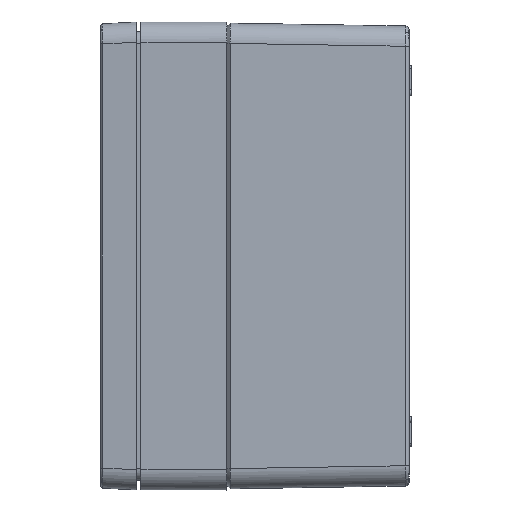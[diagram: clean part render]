
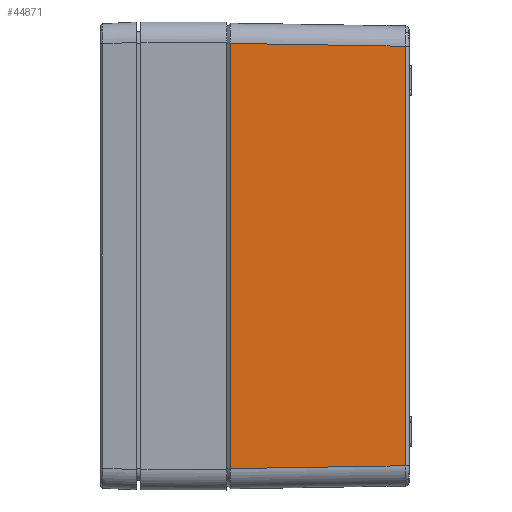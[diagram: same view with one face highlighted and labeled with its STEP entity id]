
A CAD part, left-side view. The second image highlights one B-rep face of the part: STEP entity #44871.
In plain terms, the highlighted planar face has unit normal (-1, -0.016, 0).
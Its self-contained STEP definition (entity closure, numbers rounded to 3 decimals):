
#880 = ORIENTED_EDGE ( 'NONE', *, *, #33073, .T. ) ;
#2815 = LINE ( 'NONE', #48928, #29096 ) ;
#3591 = CARTESIAN_POINT ( 'NONE',  ( -165.003, 0.163, -105.004 ) ) ;
#4980 = DIRECTION ( 'NONE',  ( 0.016, -1., 0. ) ) ;
#10178 = VECTOR ( 'NONE', #40977, 1000. ) ;
#14173 = DIRECTION ( 'NONE',  ( -1., -0.016, 0. ) ) ;
#16332 = CARTESIAN_POINT ( 'NONE',  ( -164.938, -3.8, 104.939 ) ) ;
#16612 = FACE_OUTER_BOUND ( 'NONE', #20728, .T. ) ;
#16727 = EDGE_CURVE ( 'NONE', #47671, #56414, #39965, .T. ) ;
#17557 = DIRECTION ( 'NONE',  ( 0., 0., -1. ) ) ;
#18806 = LINE ( 'NONE', #55229, #42252 ) ;
#20728 = EDGE_LOOP ( 'NONE', ( #880, #24062, #44626, #41620 ) ) ;
#21066 = DIRECTION ( 'NONE',  ( -0.016, 1., 0.016 ) ) ;
#24062 = ORIENTED_EDGE ( 'NONE', *, *, #16727, .T. ) ;
#25024 = EDGE_CURVE ( 'NONE', #56414, #32414, #2815, .T. ) ;
#26008 = VECTOR ( 'NONE', #30929, 1000. ) ;
#29096 = VECTOR ( 'NONE', #21066, 1000. ) ;
#30929 = DIRECTION ( 'NONE',  ( 0., 0., 1. ) ) ;
#32414 = VERTEX_POINT ( 'NONE', #16332 ) ;
#32965 = PLANE ( 'NONE',  #59194 ) ;
#33073 = EDGE_CURVE ( 'NONE', #34314, #47671, #46058, .T. ) ;
#34314 = VERTEX_POINT ( 'NONE', #40003 ) ;
#39965 = LINE ( 'NONE', #59011, #26008 ) ;
#40003 = CARTESIAN_POINT ( 'NONE',  ( -164.938, -3.8, -104.939 ) ) ;
#40977 = DIRECTION ( 'NONE',  ( 0.016, -1., 0.016 ) ) ;
#41620 = ORIENTED_EDGE ( 'NONE', *, *, #44441, .T. ) ;
#42252 = VECTOR ( 'NONE', #17557, 1000. ) ;
#44441 = EDGE_CURVE ( 'NONE', #32414, #34314, #18806, .T. ) ;
#44626 = ORIENTED_EDGE ( 'NONE', *, *, #25024, .T. ) ;
#44871 = ADVANCED_FACE ( 'NONE', ( #16612 ), #32965, .T. ) ;
#46058 = LINE ( 'NONE', #3591, #10178 ) ;
#46562 = CARTESIAN_POINT ( 'NONE',  ( -163.531, -90.033, -103.532 ) ) ;
#47671 = VERTEX_POINT ( 'NONE', #46562 ) ;
#48928 = CARTESIAN_POINT ( 'NONE',  ( -164.941, -3.589, 104.943 ) ) ;
#55229 = CARTESIAN_POINT ( 'NONE',  ( -164.938, -3.8, -104.969 ) ) ;
#56345 = CARTESIAN_POINT ( 'NONE',  ( -165., 0., -115. ) ) ;
#56414 = VERTEX_POINT ( 'NONE', #59599 ) ;
#59011 = CARTESIAN_POINT ( 'NONE',  ( -163.531, -90.033, 103.5 ) ) ;
#59194 = AXIS2_PLACEMENT_3D ( 'NONE', #56345, #14173, #4980 ) ;
#59599 = CARTESIAN_POINT ( 'NONE',  ( -163.531, -90.033, 103.532 ) ) ;
